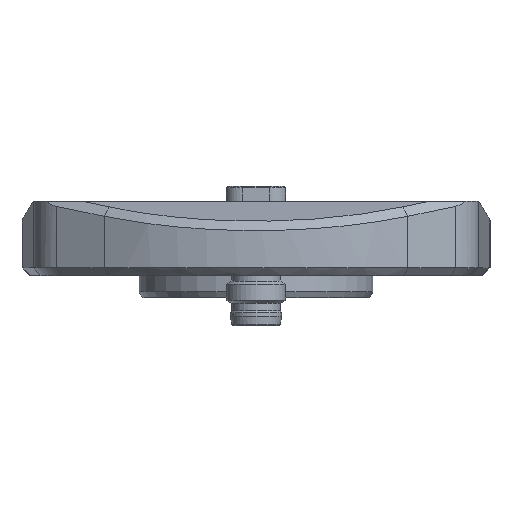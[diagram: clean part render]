
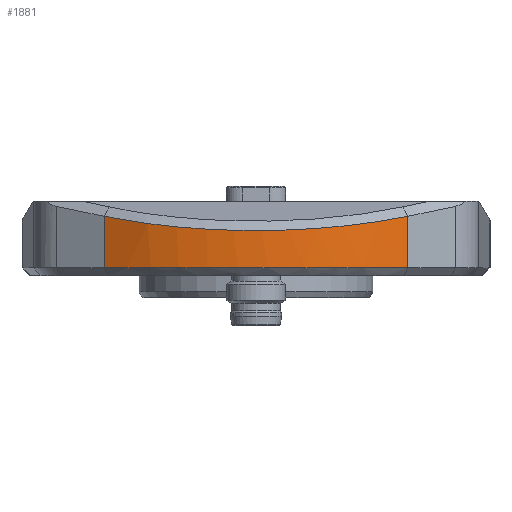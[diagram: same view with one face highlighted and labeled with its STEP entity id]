
A CAD part, left-side view. The second image highlights one B-rep face of the part: STEP entity #1881.
In plain terms, the highlighted cylindrical face has radius 40 mm (diameter 80 mm), a partial arc.
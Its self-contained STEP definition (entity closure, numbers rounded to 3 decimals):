
#75=CARTESIAN_POINT('',(-55.378,-20.449,1.033));
#76=VERTEX_POINT('',#75);
#92=CARTESIAN_POINT('',(-55.378,-20.449,7.968));
#93=VERTEX_POINT('',#92);
#101=CARTESIAN_POINT('',(-55.378,-20.449,1.033));
#102=DIRECTION('',(0.0,0.0,1.0));
#103=VECTOR('',#102,6.935);
#104=LINE('',#101,#103);
#105=EDGE_CURVE('',#76,#93,#104,.T.);
#1817=CARTESIAN_POINT('',(-55.378,20.449,1.033));
#1818=VERTEX_POINT('',#1817);
#1828=CARTESIAN_POINT('',(-55.378,20.449,7.968));
#1829=VERTEX_POINT('',#1828);
#1830=CARTESIAN_POINT('',(-55.378,20.449,1.033));
#1831=DIRECTION('',(0.0,0.0,1.0));
#1832=VECTOR('',#1831,6.935);
#1833=LINE('',#1830,#1832);
#1834=EDGE_CURVE('',#1818,#1829,#1833,.T.);
#1854=CARTESIAN_POINT('',(-21.,0.,0.0));
#1855=DIRECTION('',(0.0,0.0,1.0));
#1856=DIRECTION('',(-0.859,0.511,0.0));
#1857=AXIS2_PLACEMENT_3D('',#1854,#1855,#1856);
#1858=CYLINDRICAL_SURFACE('',#1857,40.0);
#1859=CARTESIAN_POINT('',(-55.378,-20.449,1.033));
#1860=CARTESIAN_POINT('',(-57.468,-16.935,1.033));
#1861=CARTESIAN_POINT('',(-60.559,-9.263,1.033));
#1862=CARTESIAN_POINT('',(-61.677,5.176,1.033));
#1863=CARTESIAN_POINT('',(-58.513,15.178,1.033));
#1864=CARTESIAN_POINT('',(-55.378,20.449,1.033));
#1865=B_SPLINE_CURVE_WITH_KNOTS('',3,(#1859,#1860,#1861,#1862,#1863,#1864),.UNSPECIFIED.,.F.,.U.,(4,1,1,4),(-14.591,-13.396,-12.202,-10.41),.UNSPECIFIED.);
#1866=EDGE_CURVE('',#76,#1818,#1865,.T.);
#1867=ORIENTED_EDGE('',*,*,#1866,.F.);
#1868=ORIENTED_EDGE('',*,*,#105,.T.);
#1869=CARTESIAN_POINT('',(-55.378,20.449,7.968));
#1870=CARTESIAN_POINT('',(-57.446,16.971,7.263));
#1871=CARTESIAN_POINT('',(-60.55,9.326,6.204));
#1872=CARTESIAN_POINT('',(-61.688,-5.218,5.816));
#1873=CARTESIAN_POINT('',(-58.481,-15.233,6.91));
#1874=CARTESIAN_POINT('',(-55.378,-20.449,7.968));
#1875=B_SPLINE_CURVE_WITH_KNOTS('',3,(#1869,#1870,#1871,#1872,#1873,#1874),.UNSPECIFIED.,.F.,.U.,(4,1,1,4),(-4.761,-3.569,-2.377,-0.59),.UNSPECIFIED.);
#1876=EDGE_CURVE('',#1829,#93,#1875,.T.);
#1877=ORIENTED_EDGE('',*,*,#1876,.F.);
#1878=ORIENTED_EDGE('',*,*,#1834,.F.);
#1879=EDGE_LOOP('',(#1867,#1868,#1877,#1878));
#1880=FACE_OUTER_BOUND('',#1879,.T.);
#1881=ADVANCED_FACE('',(#1880),#1858,.T.);
